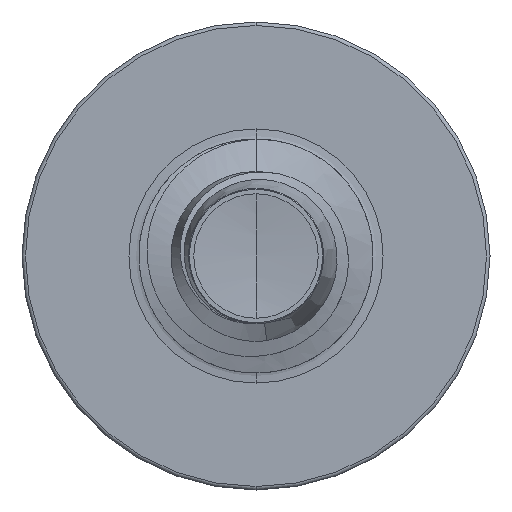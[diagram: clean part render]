
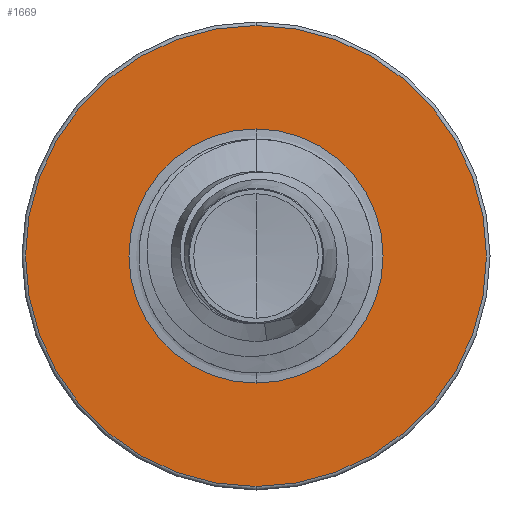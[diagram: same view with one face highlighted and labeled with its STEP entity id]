
A CAD part, front view. The second image highlights one B-rep face of the part: STEP entity #1669.
In plain terms, the highlighted planar face has unit normal (0, -1, 0).
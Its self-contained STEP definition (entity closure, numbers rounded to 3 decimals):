
#610 = FACE_OUTER_BOUND ( 'NONE', #6067, .T. ) ;
#1086 = ORIENTED_EDGE ( 'NONE', *, *, #4369, .T. ) ;
#1115 = DIRECTION ( 'NONE',  ( 0., 0., 1. ) ) ;
#1133 = DIRECTION ( 'NONE',  ( 0., 1., 0. ) ) ;
#1184 = CARTESIAN_POINT ( 'NONE',  ( 0., 2.5, -1.086 ) ) ;
#1264 = PLANE ( 'NONE',  #4472 ) ;
#1617 = AXIS2_PLACEMENT_3D ( 'NONE', #5663, #2028, #6267 ) ;
#1669 = ADVANCED_FACE ( 'NONE', ( #610, #5524 ), #1264, .F. ) ;
#1916 = AXIS2_PLACEMENT_3D ( 'NONE', #5657, #2019, #6256 ) ;
#2019 = DIRECTION ( 'NONE',  ( 0., 1., 0. ) ) ;
#2028 = DIRECTION ( 'NONE',  ( 0., 1., 0. ) ) ;
#2399 = CIRCLE ( 'NONE', #1916, 1.97 ) ;
#2589 = EDGE_CURVE ( 'NONE', #5912, #3005, #2399, .T. ) ;
#2625 = DIRECTION ( 'NONE',  ( 0., 1., 0. ) ) ;
#2681 = DIRECTION ( 'NONE',  ( 0., 1., 0. ) ) ;
#2881 = AXIS2_PLACEMENT_3D ( 'NONE', #6300, #2681, #6926 ) ;
#3005 = VERTEX_POINT ( 'NONE', #4671 ) ;
#3091 = CARTESIAN_POINT ( 'NONE',  ( 0., 2.5, -1.086 ) ) ;
#3690 = CARTESIAN_POINT ( 'NONE',  ( 0., 2.5, 1.086 ) ) ;
#4268 = ORIENTED_EDGE ( 'NONE', *, *, #6756, .T. ) ;
#4369 = EDGE_CURVE ( 'NONE', #5419, #5410, #4751, .T. ) ;
#4472 = AXIS2_PLACEMENT_3D ( 'NONE', #1184, #1133, #1115 ) ;
#4671 = CARTESIAN_POINT ( 'NONE',  ( 0., 2.5, 1.97 ) ) ;
#4751 = CIRCLE ( 'NONE', #5782, 1.086 ) ;
#5410 = VERTEX_POINT ( 'NONE', #3091 ) ;
#5419 = VERTEX_POINT ( 'NONE', #3690 ) ;
#5524 = FACE_BOUND ( 'NONE', #6664, .T. ) ;
#5657 = CARTESIAN_POINT ( 'NONE',  ( 0., 2.5, 0. ) ) ;
#5663 = CARTESIAN_POINT ( 'NONE',  ( 0., 2.5, 0. ) ) ;
#5782 = AXIS2_PLACEMENT_3D ( 'NONE', #6233, #2625, #6867 ) ;
#5912 = VERTEX_POINT ( 'NONE', #7101 ) ;
#6067 = EDGE_LOOP ( 'NONE', ( #7328, #6291 ) ) ;
#6233 = CARTESIAN_POINT ( 'NONE',  ( 0., 2.5, 0. ) ) ;
#6256 = DIRECTION ( 'NONE',  ( 0., 0., 1. ) ) ;
#6267 = DIRECTION ( 'NONE',  ( 0., 0., 1. ) ) ;
#6291 = ORIENTED_EDGE ( 'NONE', *, *, #2589, .F. ) ;
#6300 = CARTESIAN_POINT ( 'NONE',  ( 0., 2.5, 0. ) ) ;
#6361 = CIRCLE ( 'NONE', #2881, 1.086 ) ;
#6654 = EDGE_CURVE ( 'NONE', #3005, #5912, #6746, .T. ) ;
#6664 = EDGE_LOOP ( 'NONE', ( #1086, #4268 ) ) ;
#6746 = CIRCLE ( 'NONE', #1617, 1.97 ) ;
#6756 = EDGE_CURVE ( 'NONE', #5410, #5419, #6361, .T. ) ;
#6867 = DIRECTION ( 'NONE',  ( 0., 0., 1. ) ) ;
#6926 = DIRECTION ( 'NONE',  ( 0., 0., 1. ) ) ;
#7101 = CARTESIAN_POINT ( 'NONE',  ( 0., 2.5, -1.97 ) ) ;
#7328 = ORIENTED_EDGE ( 'NONE', *, *, #6654, .F. ) ;
